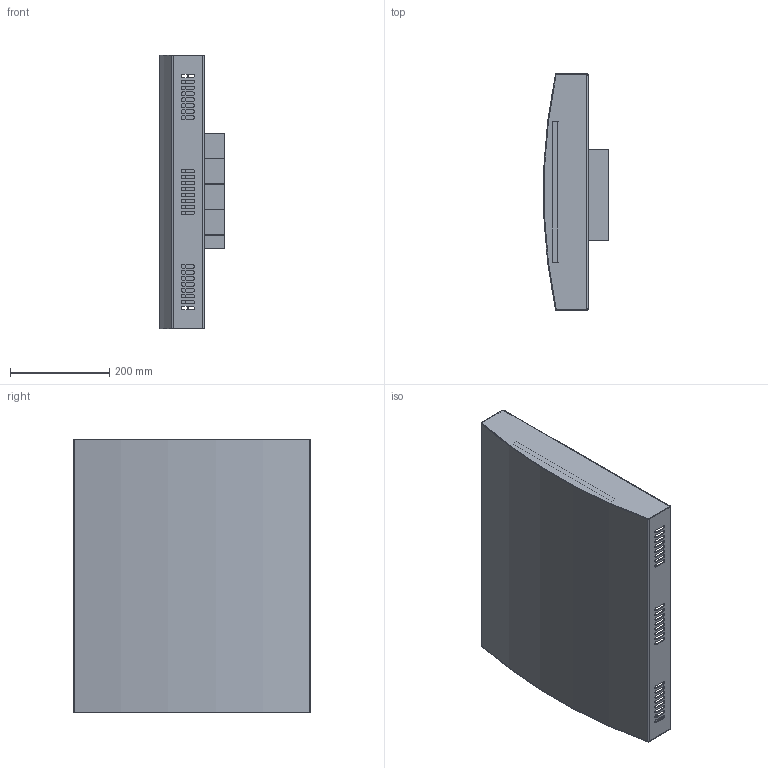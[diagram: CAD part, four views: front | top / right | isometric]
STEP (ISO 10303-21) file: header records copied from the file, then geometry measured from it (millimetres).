
FILE_DESCRIPTION(/* description */ ('STEP AP203'),/* implementation_level */ '2;1');
FILE_NAME(/* name */ 'ENSAMBLE CUERPO PUERTA M 2020-9-AISLANTE.stp',/* time_stamp */ '2021-02-12T16:15:18-05:00',/* author */ ('USUARIO'),/* organization */ (''),/* preprocessor_version */ 'ST-DEVELOPER v16.5',/* originating_system */ 'Autodesk Inventor 2017',/* authorisation */ '');
FILE_SCHEMA (('AUTOMOTIVE_DESIGN { 1 0 10303 214 3 1 1 }'));
Length unit declared in the file: millimetre
Products named in the file (9): ENSAMBLE CUERPO PUERTA M 2020-9.5L; FRONTAL PUERTA M 2020-9.5L; LATERAL PUERTA M 2020-9.5L; SOPORTE INTERIOR CONTRATAPA M 2020-9.5L; CONTRATAPA EXTERIOR M 2020-9.5L_PredeterminadoSM-CHAPA-DESPLEGADA; CONTRATAPA INTERIOR M 2020-9.5L_PredeterminadoSM-CHAPA-DESPLEGADA; PiezaPuerta-1; PiezaPuerta-1_1; PiezaPuerta-1_2
Assembly tree (15 placements, depth 2):
  ENSAMBLE CUERPO PUERTA M 2020-9.5L
    FRONTAL PUERTA M 2020-9.5L
    LATERAL PUERTA M 2020-9.5L  x2
    SOPORTE INTERIOR CONTRATAPA M 2020-9.5L  x2
    CONTRATAPA EXTERIOR M 2020-9.5L_PredeterminadoSM-CHAPA-DESPLEGADA
    CONTRATAPA INTERIOR M 2020-9.5L_PredeterminadoSM-CHAPA-DESPLEGADA
    PiezaPuerta-1_2  x3
    PiezaPuerta-1  x4
    PiezaPuerta-1_1
Bounding box: 130.02 x 477 x 551 mm (x, y, z)
Volume: 11852392.9 mm3; surface area: 2500738.1 mm2
Topology: 19 solids, 19 shells, 565 faces, 1383 edges, 864 vertices
Faces by surface type: plane 355, cylinder 186, bspline 16, cone 8
Full cylindrical faces by diameter (mm): 5.105 x4, 8 x4, 10 x8, 13 x4
Entity records: 15008 total; most frequent: CARTESIAN_POINT 3467, DIRECTION 2359, ORIENTED_EDGE 2266, EDGE_CURVE 1133, LINE 793, VECTOR 793, AXIS2_PLACEMENT_3D 783, VERTEX_POINT 718
